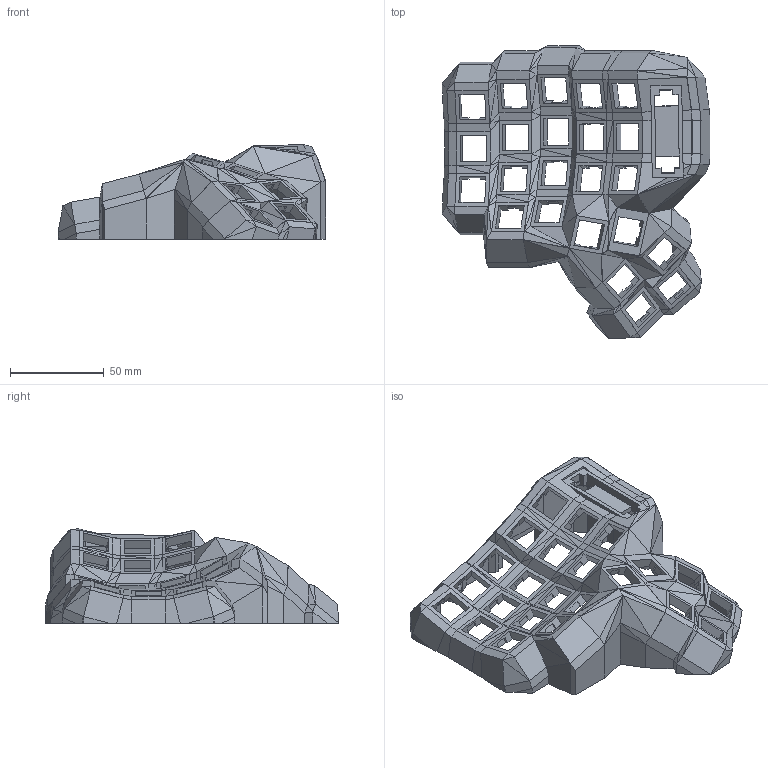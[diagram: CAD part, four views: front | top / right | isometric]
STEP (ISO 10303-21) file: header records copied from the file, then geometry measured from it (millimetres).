
FILE_DESCRIPTION(('Open CASCADE Model'),'2;1');
FILE_NAME('Open CASCADE Shape Model','2022-05-13T03:53:11',('Author'),( 'Open CASCADE'),'Open CASCADE STEP processor 7.4','Open CASCADE 7.4' ,'Unknown');
FILE_SCHEMA(('AUTOMOTIVE_DESIGN { 1 0 10303 214 1 1 1 1 }'));
Products named in the file (1): Open CASCADE STEP translator 7.4 3
Bounding box: 142.63 x 155.99 x 50.41 mm (x, y, z)
Volume: 118903.1 mm3; surface area: 60150.5 mm2
Topology: 1 solids, 1 shells, 1189 faces, 2842 edges, 1657 vertices
Faces by surface type: plane 1165, sphere 12, cylinder 6, cone 6
Entity records: 70261 total; most frequent: CARTESIAN_POINT 12043, DIRECTION 10883, LINE 8395, VECTOR 8395, ORIENTED_EDGE 5670, PCURVE 5670, DEFINITIONAL_REPRESENTATION 5670, EDGE_CURVE 2835
